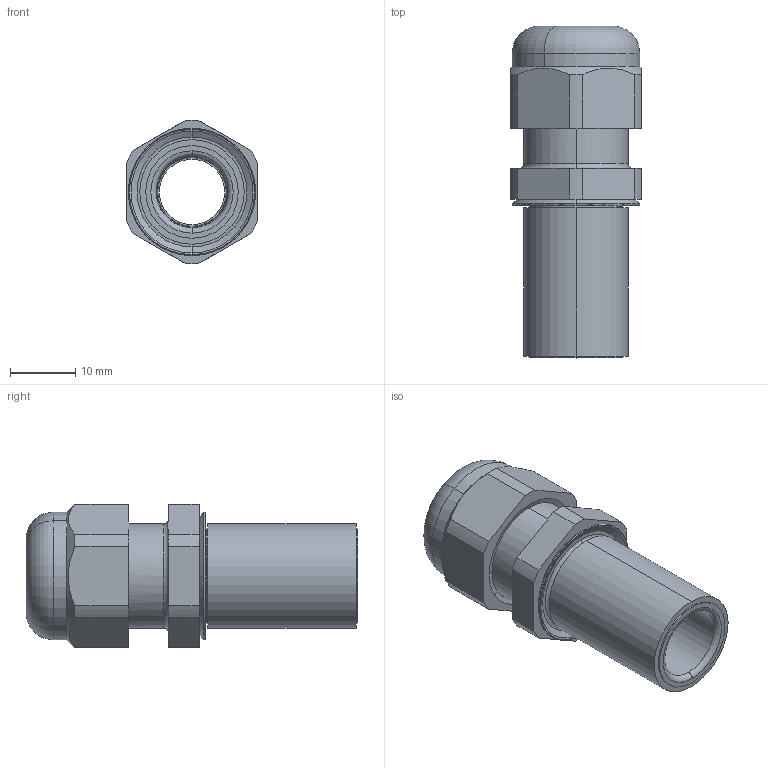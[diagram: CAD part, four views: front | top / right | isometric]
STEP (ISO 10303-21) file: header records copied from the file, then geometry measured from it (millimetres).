
FILE_DESCRIPTION (( 'STEP AP214' ), '1' );
FILE_NAME ('2022985.STP', '2017-07-14T09:58:14', ( '' ), ( '' ), 'SwSTEP 2.0', 'SolidWorks 2016', '' );
FILE_SCHEMA (( 'AUTOMOTIVE_DESIGN' ));
Length unit declared in the file: millimetre
Products named in the file (4): 0005752_technische Darstellung; EV501_M16; 032140_technische Darstellung; 2022985
Assembly tree (3 placements, depth 2):
  2022985
    032140_technische Darstellung
    EV501_M16
    0005752_technische Darstellung
Bounding box: 20 x 50.8 x 21.99 mm (x, y, z)
Volume: 7514.2 mm3; surface area: 7573.8 mm2
Topology: 3 solids, 3 shells, 285 faces, 746 edges, 463 vertices
Faces by surface type: cylinder 115, plane 84, torus 52, cone 24, sphere 10
Entity records: 9343 total; most frequent: CARTESIAN_POINT 2365, ORIENTED_EDGE 1472, DIRECTION 1441, EDGE_CURVE 736, AXIS2_PLACEMENT_3D 591, VERTEX_POINT 463, CIRCLE 300, EDGE_LOOP 297
